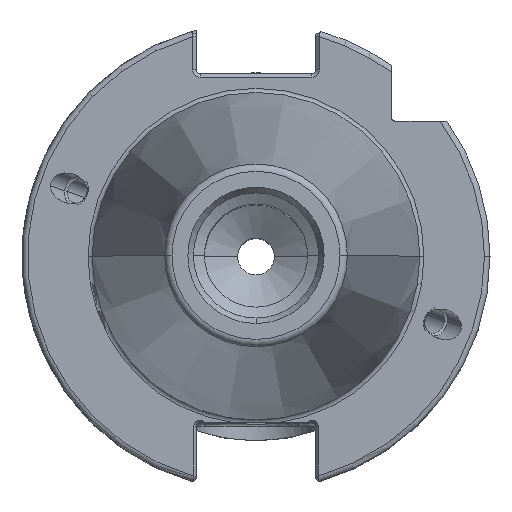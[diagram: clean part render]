
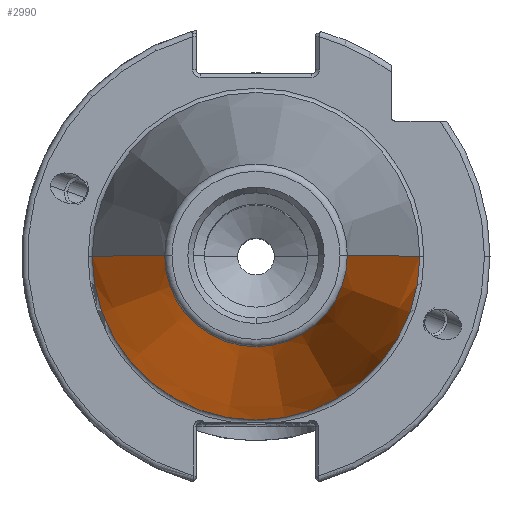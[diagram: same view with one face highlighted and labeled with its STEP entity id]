
A CAD part, top view. The second image highlights one B-rep face of the part: STEP entity #2990.
In plain terms, the highlighted conical face has half-angle 8.297 degrees and reference radius 12.397 mm.
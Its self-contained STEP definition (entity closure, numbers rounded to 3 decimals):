
#909 = CIRCLE ( 'NONE', #8696, 22.225 ) ;
#1246 = CIRCLE ( 'NONE', #7022, 12.397 ) ;
#1303 = VERTEX_POINT ( 'NONE', #8814 ) ;
#1589 = ORIENTED_EDGE ( 'NONE', *, *, #3605, .F. ) ;
#2309 = DIRECTION ( 'NONE',  ( 1., 0., 0. ) ) ;
#2350 = VECTOR ( 'NONE', #3461, 1000. ) ;
#2725 = EDGE_CURVE ( 'NONE', #4837, #1303, #4049, .T. ) ;
#2990 = ADVANCED_FACE ( 'NONE', ( #9702 ), #8777, .T. ) ;
#3029 = DIRECTION ( 'NONE',  ( 1., 0., 0. ) ) ;
#3261 = CARTESIAN_POINT ( 'NONE',  ( 22.225, 0., 0. ) ) ;
#3296 = EDGE_CURVE ( 'NONE', #1303, #4079, #909, .T. ) ;
#3461 = DIRECTION ( 'NONE',  ( 0.144, 0., -0.99 ) ) ;
#3558 = CARTESIAN_POINT ( 'NONE',  ( 12.397, 0., 67.394 ) ) ;
#3605 = EDGE_CURVE ( 'NONE', #4837, #4683, #1246, .T. ) ;
#3777 = CARTESIAN_POINT ( 'NONE',  ( 0., 0., 0. ) ) ;
#4049 = LINE ( 'NONE', #8385, #5869 ) ;
#4079 = VERTEX_POINT ( 'NONE', #3261 ) ;
#4179 = CARTESIAN_POINT ( 'NONE',  ( 0., 0., 67.394 ) ) ;
#4348 = LINE ( 'NONE', #8935, #2350 ) ;
#4422 = CARTESIAN_POINT ( 'NONE',  ( 0., 0., 67.394 ) ) ;
#4683 = VERTEX_POINT ( 'NONE', #3558 ) ;
#4837 = VERTEX_POINT ( 'NONE', #7179 ) ;
#4935 = DIRECTION ( 'NONE',  ( 0., 0., -1. ) ) ;
#5757 = EDGE_LOOP ( 'NONE', ( #8387, #1589, #9049, #6170 ) ) ;
#5869 = VECTOR ( 'NONE', #8415, 1000. ) ;
#6170 = ORIENTED_EDGE ( 'NONE', *, *, #3296, .T. ) ;
#7022 = AXIS2_PLACEMENT_3D ( 'NONE', #4422, #9680, #2309 ) ;
#7179 = CARTESIAN_POINT ( 'NONE',  ( -12.397, 0., 67.394 ) ) ;
#7223 = DIRECTION ( 'NONE',  ( -1., 0., 0. ) ) ;
#7825 = EDGE_CURVE ( 'NONE', #4683, #4079, #4348, .T. ) ;
#7885 = AXIS2_PLACEMENT_3D ( 'NONE', #4179, #4935, #7223 ) ;
#8314 = DIRECTION ( 'NONE',  ( 0., 0., 1. ) ) ;
#8385 = CARTESIAN_POINT ( 'NONE',  ( -12.397, 0., 67.394 ) ) ;
#8387 = ORIENTED_EDGE ( 'NONE', *, *, #7825, .F. ) ;
#8415 = DIRECTION ( 'NONE',  ( -0.144, 0., -0.99 ) ) ;
#8696 = AXIS2_PLACEMENT_3D ( 'NONE', #3777, #8314, #3029 ) ;
#8777 = CONICAL_SURFACE ( 'NONE', #7885, 12.397, 0.145 ) ;
#8814 = CARTESIAN_POINT ( 'NONE',  ( -22.225, 0., 0. ) ) ;
#8935 = CARTESIAN_POINT ( 'NONE',  ( 12.397, 0., 67.394 ) ) ;
#9049 = ORIENTED_EDGE ( 'NONE', *, *, #2725, .T. ) ;
#9680 = DIRECTION ( 'NONE',  ( 0., 0., 1. ) ) ;
#9702 = FACE_OUTER_BOUND ( 'NONE', #5757, .T. ) ;
